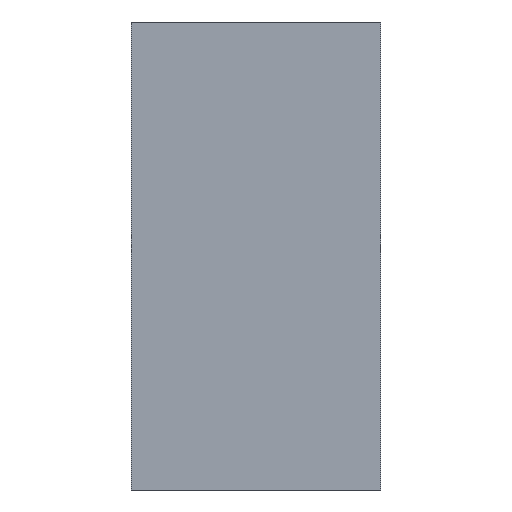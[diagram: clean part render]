
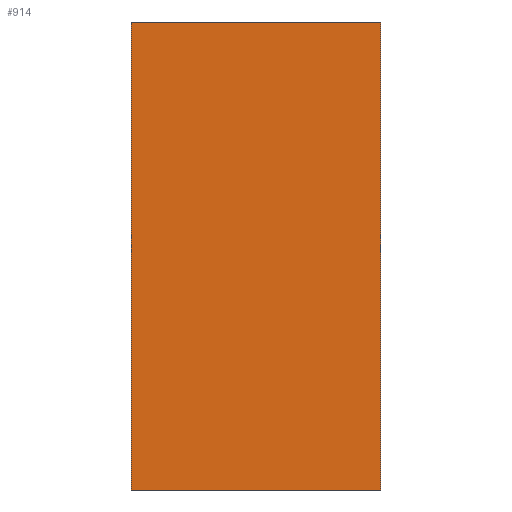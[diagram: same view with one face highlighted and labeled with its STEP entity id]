
A CAD part, left-side view. The second image highlights one B-rep face of the part: STEP entity #914.
In plain terms, the highlighted planar face has unit normal (-1, 0, 0).
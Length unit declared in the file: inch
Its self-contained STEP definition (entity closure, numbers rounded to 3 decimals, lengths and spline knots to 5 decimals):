
#6 = VECTOR ( 'NONE', #468, 39.37008 ) ;
#38 = LINE ( 'NONE', #660, #495 ) ;
#69 = DIRECTION ( 'NONE',  ( 0., 0., 1. ) ) ;
#123 = CARTESIAN_POINT ( 'NONE',  ( -0.63, 0.4, -0.375 ) ) ;
#212 = PLANE ( 'NONE',  #429 ) ;
#221 = DIRECTION ( 'NONE',  ( 0., 0., -1. ) ) ;
#222 = VECTOR ( 'NONE', #1072, 39.37008 ) ;
#277 = CARTESIAN_POINT ( 'NONE',  ( -0.63, 0.4, -0.375 ) ) ;
#313 = CARTESIAN_POINT ( 'NONE',  ( -0.63, 0., -0.375 ) ) ;
#324 = CARTESIAN_POINT ( 'NONE',  ( -0.63, 0.4, -0.375 ) ) ;
#328 = EDGE_LOOP ( 'NONE', ( #934, #733, #1247, #1260 ) ) ;
#387 = CARTESIAN_POINT ( 'NONE',  ( -0.63, 0., 0.375 ) ) ;
#408 = VERTEX_POINT ( 'NONE', #816 ) ;
#429 = AXIS2_PLACEMENT_3D ( 'NONE', #123, #1088, #221 ) ;
#468 = DIRECTION ( 'NONE',  ( 0., -1., 0. ) ) ;
#476 = DIRECTION ( 'NONE',  ( 0., 0., 1. ) ) ;
#495 = VECTOR ( 'NONE', #69, 39.37008 ) ;
#532 = EDGE_CURVE ( 'NONE', #643, #624, #774, .T. ) ;
#624 = VERTEX_POINT ( 'NONE', #313 ) ;
#643 = VERTEX_POINT ( 'NONE', #324 ) ;
#660 = CARTESIAN_POINT ( 'NONE',  ( -0.63, 0.4, -0.375 ) ) ;
#733 = ORIENTED_EDGE ( 'NONE', *, *, #787, .F. ) ;
#774 = LINE ( 'NONE', #277, #6 ) ;
#787 = EDGE_CURVE ( 'NONE', #408, #1209, #1031, .T. ) ;
#790 = VECTOR ( 'NONE', #476, 39.37008 ) ;
#793 = CARTESIAN_POINT ( 'NONE',  ( -0.63, 0.4, 0.375 ) ) ;
#816 = CARTESIAN_POINT ( 'NONE',  ( -0.63, 0.4, 0.375 ) ) ;
#843 = CARTESIAN_POINT ( 'NONE',  ( -0.63, 0., -0.375 ) ) ;
#854 = LINE ( 'NONE', #843, #790 ) ;
#914 = ADVANCED_FACE ( 'NONE', ( #969 ), #212, .F. ) ;
#934 = ORIENTED_EDGE ( 'NONE', *, *, #1041, .T. ) ;
#969 = FACE_OUTER_BOUND ( 'NONE', #328, .T. ) ;
#1031 = LINE ( 'NONE', #793, #222 ) ;
#1041 = EDGE_CURVE ( 'NONE', #624, #1209, #854, .T. ) ;
#1053 = EDGE_CURVE ( 'NONE', #643, #408, #38, .T. ) ;
#1072 = DIRECTION ( 'NONE',  ( 0., -1., 0. ) ) ;
#1088 = DIRECTION ( 'NONE',  ( 1., 0., 0. ) ) ;
#1209 = VERTEX_POINT ( 'NONE', #387 ) ;
#1247 = ORIENTED_EDGE ( 'NONE', *, *, #1053, .F. ) ;
#1260 = ORIENTED_EDGE ( 'NONE', *, *, #532, .T. ) ;
